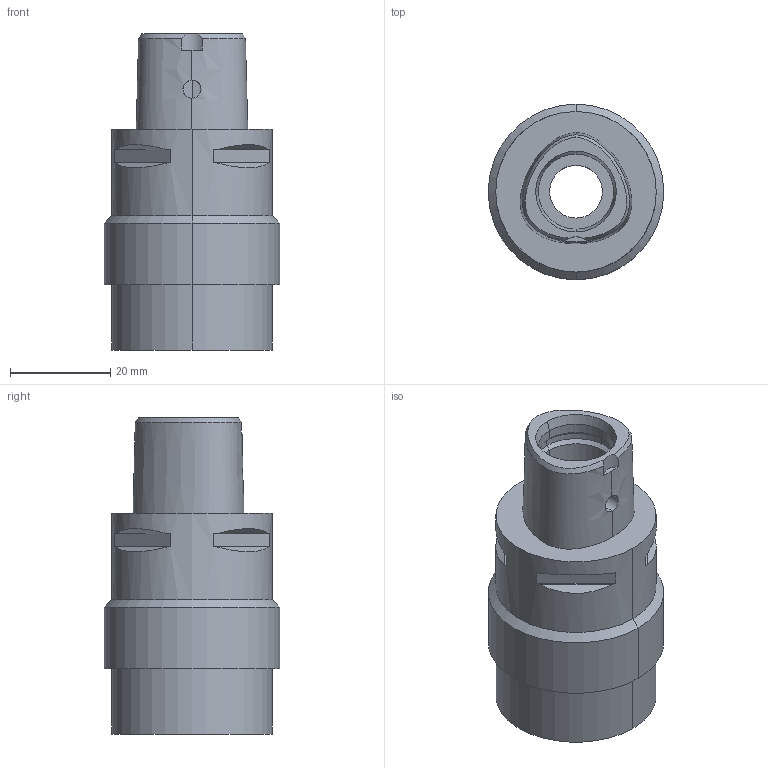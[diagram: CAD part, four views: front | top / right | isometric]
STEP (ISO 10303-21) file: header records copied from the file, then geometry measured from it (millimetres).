
FILE_DESCRIPTION((''),'2;1');
FILE_NAME('C3-MEGA16N-55','2020-09-24T',('ykawabe'),(''),'CREO PARAMETRIC BY PTC INC, 2016380','CREO PARAMETRIC BY PTC INC, 2016380','');
FILE_SCHEMA(('AUTOMOTIVE_DESIGN { 1 0 10303 214 1 1 1 1 }'));
Length unit declared in the file: millimetre
Products named in the file (1): C3-MEGA16N-55
Bounding box: 35 x 35 x 63 mm (x, y, z)
Volume: 26653.4 mm3; surface area: 11023.2 mm2
Topology: 1 solids, 1 shells, 61 faces, 137 edges, 85 vertices
Faces by surface type: plane 28, cylinder 19, cone 8, bspline 4, torus 2
Entity records: 3093 total; most frequent: CARTESIAN_POINT 1180, DIRECTION 295, ORIENTED_EDGE 274, PRESENTATION_STYLE_ASSIGNMENT 142, STYLED_ITEM 142, CURVE_STYLE 141, EDGE_CURVE 137, AXIS2_PLACEMENT_3D 120
